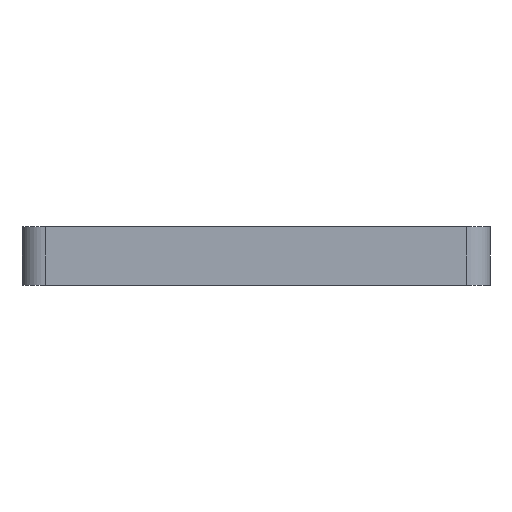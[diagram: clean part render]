
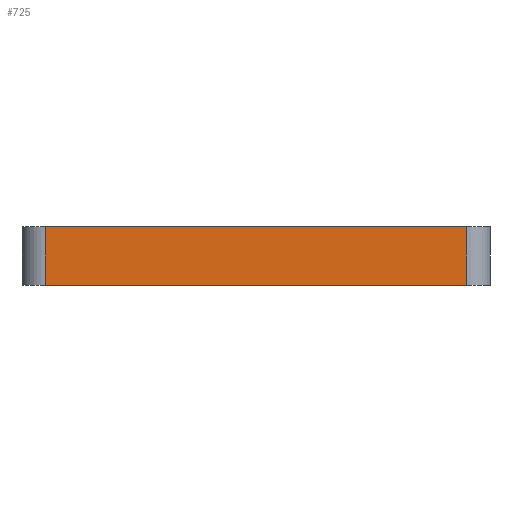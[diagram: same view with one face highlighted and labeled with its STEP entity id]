
A CAD part, left-side view. The second image highlights one B-rep face of the part: STEP entity #725.
In plain terms, the highlighted planar face has unit normal (-1, 0, 0).
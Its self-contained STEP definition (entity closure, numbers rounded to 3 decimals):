
#5 = VERTEX_POINT ( 'NONE', #492 ) ;
#49 = LINE ( 'NONE', #722, #791 ) ;
#65 = CARTESIAN_POINT ( 'NONE',  ( -150., 20., 5. ) ) ;
#69 = DIRECTION ( 'NONE',  ( 1., 0., 0. ) ) ;
#71 = ORIENTED_EDGE ( 'NONE', *, *, #254, .F. ) ;
#79 = EDGE_CURVE ( 'NONE', #674, #5, #49, .T. ) ;
#96 = VERTEX_POINT ( 'NONE', #870 ) ;
#97 = FACE_OUTER_BOUND ( 'NONE', #597, .T. ) ;
#116 = VECTOR ( 'NONE', #382, 1000. ) ;
#254 = EDGE_CURVE ( 'NONE', #268, #5, #822, .T. ) ;
#268 = VERTEX_POINT ( 'NONE', #442 ) ;
#317 = EDGE_CURVE ( 'NONE', #96, #674, #377, .T. ) ;
#372 = DIRECTION ( 'NONE',  ( 0., 1., 0. ) ) ;
#377 = LINE ( 'NONE', #700, #392 ) ;
#382 = DIRECTION ( 'NONE',  ( 0., -1., 0. ) ) ;
#392 = VECTOR ( 'NONE', #469, 1000. ) ;
#411 = DIRECTION ( 'NONE',  ( 0., 0., 1. ) ) ;
#442 = CARTESIAN_POINT ( 'NONE',  ( -150., 18., 5. ) ) ;
#443 = CARTESIAN_POINT ( 'NONE',  ( -150., -18., 0. ) ) ;
#469 = DIRECTION ( 'NONE',  ( 0., -1., 0. ) ) ;
#492 = CARTESIAN_POINT ( 'NONE',  ( -150., -18., 5. ) ) ;
#536 = PLANE ( 'NONE',  #969 ) ;
#567 = ORIENTED_EDGE ( 'NONE', *, *, #317, .T. ) ;
#576 = DIRECTION ( 'NONE',  ( 0., 0., -1. ) ) ;
#597 = EDGE_LOOP ( 'NONE', ( #567, #729, #71, #623 ) ) ;
#610 = EDGE_CURVE ( 'NONE', #268, #96, #789, .T. ) ;
#623 = ORIENTED_EDGE ( 'NONE', *, *, #610, .T. ) ;
#654 = CARTESIAN_POINT ( 'NONE',  ( -150., 18., 5. ) ) ;
#674 = VERTEX_POINT ( 'NONE', #443 ) ;
#700 = CARTESIAN_POINT ( 'NONE',  ( -150., 20., 0. ) ) ;
#722 = CARTESIAN_POINT ( 'NONE',  ( -150., -18., 5. ) ) ;
#725 = ADVANCED_FACE ( 'NONE', ( #97 ), #536, .F. ) ;
#729 = ORIENTED_EDGE ( 'NONE', *, *, #79, .T. ) ;
#789 = LINE ( 'NONE', #654, #918 ) ;
#791 = VECTOR ( 'NONE', #411, 1000. ) ;
#822 = LINE ( 'NONE', #917, #116 ) ;
#870 = CARTESIAN_POINT ( 'NONE',  ( -150., 18., 0. ) ) ;
#917 = CARTESIAN_POINT ( 'NONE',  ( -150., 20., 5. ) ) ;
#918 = VECTOR ( 'NONE', #576, 1000. ) ;
#969 = AXIS2_PLACEMENT_3D ( 'NONE', #65, #69, #372 ) ;
